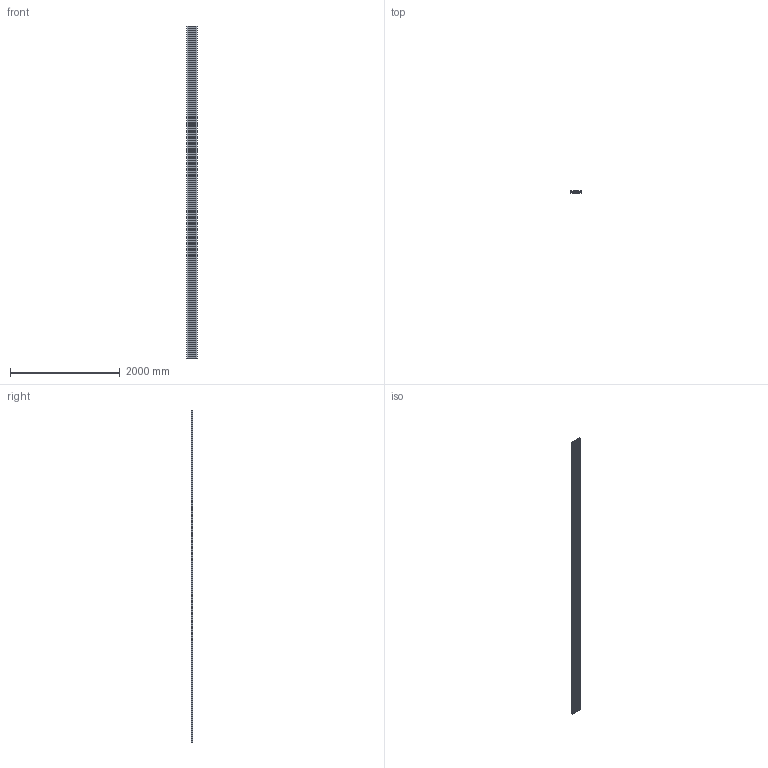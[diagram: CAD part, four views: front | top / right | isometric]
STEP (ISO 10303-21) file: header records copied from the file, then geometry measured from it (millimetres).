
FILE_DESCRIPTION(/* description */ ('STEP AP203'),/* implementation_level */ '2;1');
FILE_NAME(/* name */ '1029621.stp',/* time_stamp */ '2024-12-10T12:53:17+01:00',/* author */ ('Bo'),/* organization */ (''),/* preprocessor_version */ 'ST-DEVELOPER v20',/* originating_system */ 'Autodesk Inventor 2025',/* authorisation */ '');
FILE_SCHEMA (('AUTOMOTIVE_DESIGN { 1 0 10303 214 3 1 1 }'));
Length unit declared in the file: inch
Products named in the file (1): 1029621
Bounding box: 200 x 28 x 6060 mm (x, y, z)
Volume: 23195971.8 mm3; surface area: 5972063.6 mm2
Topology: 1 solids, 1 shells, 163 faces, 483 edges, 322 vertices
Faces by surface type: cylinder 103, plane 60
Full cylindrical faces by diameter (mm): 6.8 x9
Entity records: 5624 total; most frequent: DIRECTION 1017, CARTESIAN_POINT 969, ORIENTED_EDGE 966, EDGE_CURVE 483, AXIS2_PLACEMENT_3D 370, VERTEX_POINT 322, LINE 277, VECTOR 277
